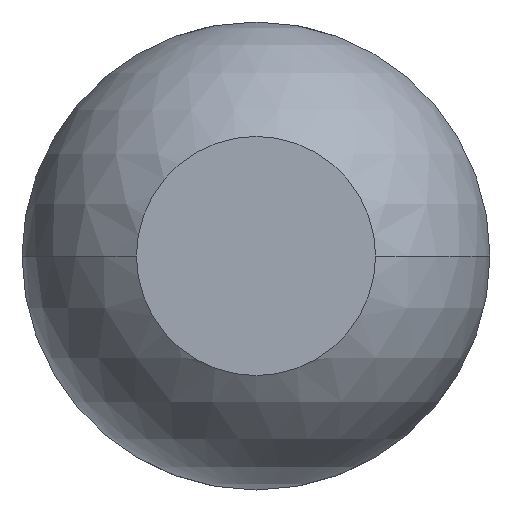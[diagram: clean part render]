
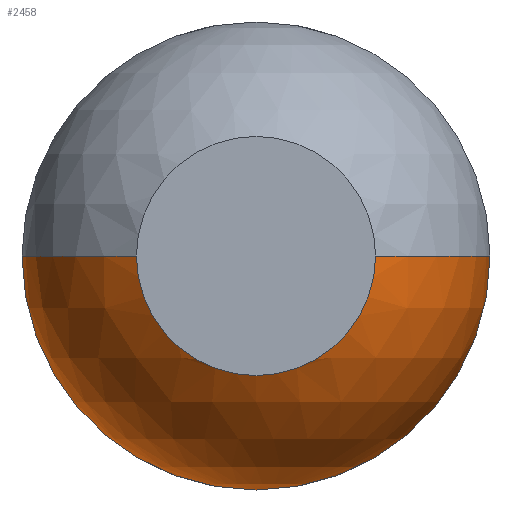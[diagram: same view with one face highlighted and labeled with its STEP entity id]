
A CAD part, front view. The second image highlights one B-rep face of the part: STEP entity #2458.
In plain terms, the highlighted spherical face has radius 0.685 mm.
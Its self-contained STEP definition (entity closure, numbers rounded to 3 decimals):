
#41 = AXIS2_PLACEMENT_3D ( 'NONE', #114, #2384, #1868 ) ;
#59 = VERTEX_POINT ( 'NONE', #2860 ) ;
#74 = ORIENTED_EDGE ( 'NONE', *, *, #1882, .F. ) ;
#114 = CARTESIAN_POINT ( 'NONE',  ( 0., -30., 0. ) ) ;
#164 = CARTESIAN_POINT ( 'NONE',  ( 0.35, -30., 0. ) ) ;
#212 = DIRECTION ( 'NONE',  ( 0., 1., 0. ) ) ;
#316 = ORIENTED_EDGE ( 'NONE', *, *, #2349, .F. ) ;
#348 = EDGE_CURVE ( 'NONE', #1884, #1850, #1063, .T. ) ;
#498 = DIRECTION ( 'NONE',  ( 1., 0., 0. ) ) ;
#717 = DIRECTION ( 'NONE',  ( 0., -1., 0. ) ) ;
#840 = EDGE_CURVE ( 'Defeature ausgef�hrt1_5+Defeature ausgef�hrt1_4+Defeature ausgef�hrt1_4+Defeature ausgef�hrt1_4', #59, #1098, #1445, .T. ) ;
#966 = FACE_OUTER_BOUND ( 'NONE', #2507, .T. ) ;
#1003 = DIRECTION ( 'NONE',  ( 0., 0., -1. ) ) ;
#1063 = CIRCLE ( 'NONE', #2810, 0.685 ) ;
#1098 = VERTEX_POINT ( 'NONE', #1848 ) ;
#1147 = ORIENTED_EDGE ( 'NONE', *, *, #2022, .F. ) ;
#1159 = CARTESIAN_POINT ( 'NONE',  ( 0., -29.411, 0. ) ) ;
#1288 = DIRECTION ( 'NONE',  ( 0., 0., 1. ) ) ;
#1405 = DIRECTION ( 'NONE',  ( 1., 0., 0. ) ) ;
#1445 = CIRCLE ( 'NONE', #3207, 0.685 ) ;
#1450 = DIRECTION ( 'NONE',  ( 0., 0., -1. ) ) ;
#1485 = CIRCLE ( 'NONE', #2204, 0.685 ) ;
#1695 = CARTESIAN_POINT ( 'NONE',  ( 0., -30., -0.35 ) ) ;
#1726 = CARTESIAN_POINT ( 'NONE',  ( 0., -29.411, 0. ) ) ;
#1755 = DIRECTION ( 'NONE',  ( 0., 1., 0. ) ) ;
#1759 = DIRECTION ( 'NONE',  ( 0., 0., -1. ) ) ;
#1824 = ORIENTED_EDGE ( 'NONE', *, *, #348, .T. ) ;
#1848 = CARTESIAN_POINT ( 'NONE',  ( 0., -29.411, -0.685 ) ) ;
#1850 = VERTEX_POINT ( 'NONE', #3113 ) ;
#1868 = DIRECTION ( 'NONE',  ( 0., 0., -1. ) ) ;
#1882 = EDGE_CURVE ( 'NONE', #1921, #59, #2795, .T. ) ;
#1884 = VERTEX_POINT ( 'NONE', #3209 ) ;
#1921 = VERTEX_POINT ( 'NONE', #164 ) ;
#1923 = SPHERICAL_SURFACE ( 'NONE', #2983, 0.685 ) ;
#1990 = CARTESIAN_POINT ( 'NONE',  ( 0., -30., 0. ) ) ;
#2020 = CARTESIAN_POINT ( 'NONE',  ( 0., -29.411, 0. ) ) ;
#2022 = EDGE_CURVE ( 'Defeature ausgef�hrt1_5+Defeature ausgef�hrt1_4+Defeature ausgef�hrt1_4+Defeature ausgef�hrt1_4', #1098, #1850, #1485, .T. ) ;
#2039 = CARTESIAN_POINT ( 'NONE',  ( 0., -29.411, 0. ) ) ;
#2116 = ORIENTED_EDGE ( 'NONE', *, *, #3115, .F. ) ;
#2154 = AXIS2_PLACEMENT_3D ( 'NONE', #1990, #717, #1450 ) ;
#2204 = AXIS2_PLACEMENT_3D ( 'NONE', #3294, #1755, #2273 ) ;
#2273 = DIRECTION ( 'NONE',  ( 0., 0., 1. ) ) ;
#2349 = EDGE_CURVE ( 'Defeature ausgef�hrt1_10+Defeature ausgef�hrt1_4+Defeature ausgef�hrt1_4+Defeature ausgef�hrt1_4', #2843, #1921, #3268, .T. ) ;
#2384 = DIRECTION ( 'NONE',  ( 0., -1., 0. ) ) ;
#2458 = ADVANCED_FACE ( 'Defeature ausgef�hrt1_4', ( #966 ), #1923, .T. ) ;
#2507 = EDGE_LOOP ( 'NONE', ( #2116, #1824, #1147, #2682, #74, #316 ) ) ;
#2666 = DIRECTION ( 'NONE',  ( 0., 0., 1. ) ) ;
#2682 = ORIENTED_EDGE ( 'NONE', *, *, #840, .F. ) ;
#2718 = AXIS2_PLACEMENT_3D ( 'NONE', #1159, #2666, #1405 ) ;
#2795 = CIRCLE ( 'NONE', #2718, 0.685 ) ;
#2810 = AXIS2_PLACEMENT_3D ( 'NONE', #2039, #1759, #3069 ) ;
#2843 = VERTEX_POINT ( 'NONE', #1695 ) ;
#2860 = CARTESIAN_POINT ( 'NONE',  ( 0.685, -29.411, 0. ) ) ;
#2983 = AXIS2_PLACEMENT_3D ( 'NONE', #2020, #1003, #498 ) ;
#3069 = DIRECTION ( 'NONE',  ( -1., 0., 0. ) ) ;
#3113 = CARTESIAN_POINT ( 'NONE',  ( -0.685, -29.411, 0. ) ) ;
#3115 = EDGE_CURVE ( 'Defeature ausgef�hrt1_10+Defeature ausgef�hrt1_4+Defeature ausgef�hrt1_4+Defeature ausgef�hrt1_4', #1884, #2843, #3131, .T. ) ;
#3131 = CIRCLE ( 'NONE', #41, 0.35 ) ;
#3207 = AXIS2_PLACEMENT_3D ( 'NONE', #1726, #212, #1288 ) ;
#3209 = CARTESIAN_POINT ( 'NONE',  ( -0.35, -30., 0. ) ) ;
#3268 = CIRCLE ( 'NONE', #2154, 0.35 ) ;
#3294 = CARTESIAN_POINT ( 'NONE',  ( 0., -29.411, 0. ) ) ;
